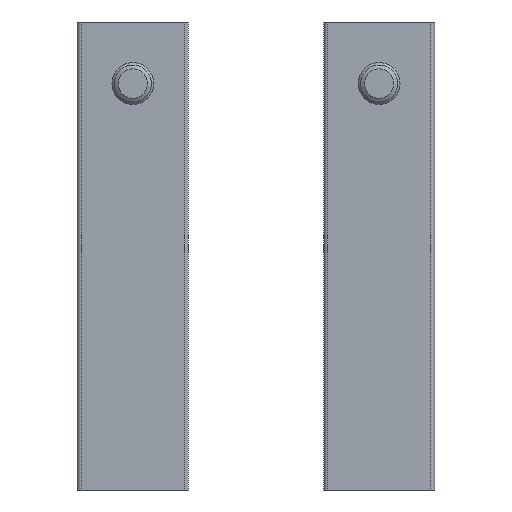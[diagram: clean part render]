
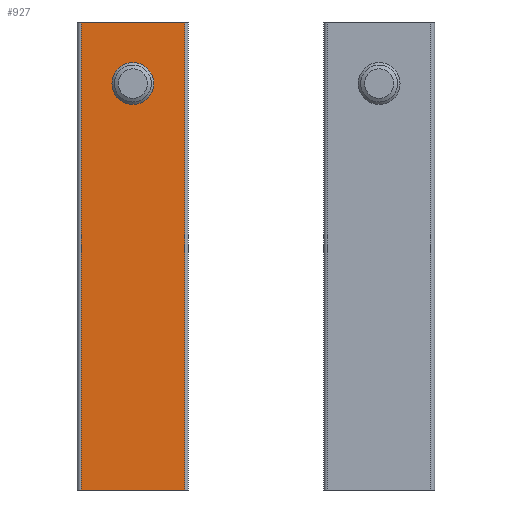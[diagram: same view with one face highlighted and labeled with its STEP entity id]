
A CAD part, front view. The second image highlights one B-rep face of the part: STEP entity #927.
In plain terms, the highlighted planar face has unit normal (0, -1, 0).
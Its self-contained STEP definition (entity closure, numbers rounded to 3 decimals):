
#45=PLANE('',#1015);
#84=CIRCLE('',#1016,1.7);
#123=LINE('',#1431,#215);
#124=LINE('',#1435,#216);
#125=LINE('',#1437,#217);
#126=LINE('',#1439,#218);
#215=VECTOR('',#1137,1000.);
#216=VECTOR('',#1142,1000.);
#217=VECTOR('',#1143,1000.);
#218=VECTOR('',#1144,1000.);
#323=ORIENTED_EDGE('',*,*,#579,.T.);
#324=ORIENTED_EDGE('',*,*,#580,.F.);
#325=ORIENTED_EDGE('',*,*,#578,.F.);
#326=ORIENTED_EDGE('',*,*,#581,.T.);
#327=ORIENTED_EDGE('',*,*,#582,.T.);
#578=EDGE_CURVE('',#704,#703,#123,.T.);
#579=EDGE_CURVE('',#705,#705,#84,.T.);
#580=EDGE_CURVE('',#703,#706,#124,.T.);
#581=EDGE_CURVE('',#704,#707,#125,.T.);
#582=EDGE_CURVE('',#707,#706,#126,.T.);
#703=VERTEX_POINT('',#1428);
#704=VERTEX_POINT('',#1430);
#705=VERTEX_POINT('',#1434);
#706=VERTEX_POINT('',#1436);
#707=VERTEX_POINT('',#1438);
#783=EDGE_LOOP('',(#323));
#784=EDGE_LOOP('',(#324,#325,#326,#327));
#847=FACE_BOUND('',#783,.T.);
#848=FACE_BOUND('',#784,.T.);
#927=ADVANCED_FACE('',(#847,#848),#45,.T.);
#1015=AXIS2_PLACEMENT_3D('',#1432,#1138,#1139);
#1016=AXIS2_PLACEMENT_3D('',#1433,#1140,#1141);
#1137=DIRECTION('',(0.,0.,1.));
#1138=DIRECTION('',(0.,-1.,0.));
#1139=DIRECTION('',(0.,0.,-1.));
#1140=DIRECTION('',(0.,1.,0.));
#1141=DIRECTION('',(0.,0.,1.));
#1142=DIRECTION('',(1.,0.,0.));
#1143=DIRECTION('',(1.,0.,0.));
#1144=DIRECTION('',(0.,0.,1.));
#1428=CARTESIAN_POINT('',(-4.2,0.,0.));
#1430=CARTESIAN_POINT('',(-4.2,0.,-38.));
#1431=CARTESIAN_POINT('',(-4.2,0.,-38.));
#1432=CARTESIAN_POINT('',(-4.2,0.,-38.));
#1433=CARTESIAN_POINT('',(0.,0.,-5.));
#1434=CARTESIAN_POINT('',(0.,0.,-3.3));
#1435=CARTESIAN_POINT('',(-4.2,0.,0.));
#1436=CARTESIAN_POINT('',(4.2,0.,0.));
#1437=CARTESIAN_POINT('',(-4.2,0.,-38.));
#1438=CARTESIAN_POINT('',(4.2,0.,-38.));
#1439=CARTESIAN_POINT('',(4.2,0.,-38.));
